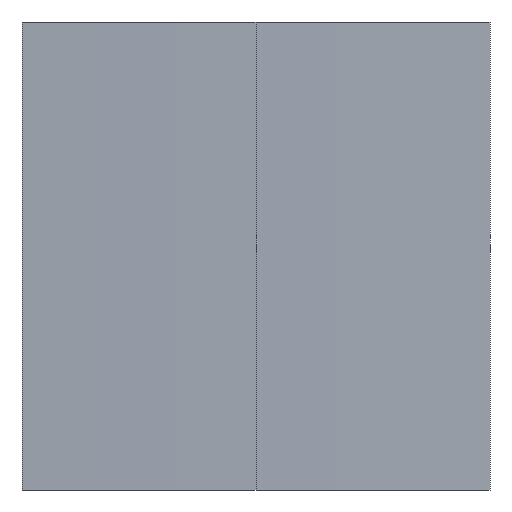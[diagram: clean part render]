
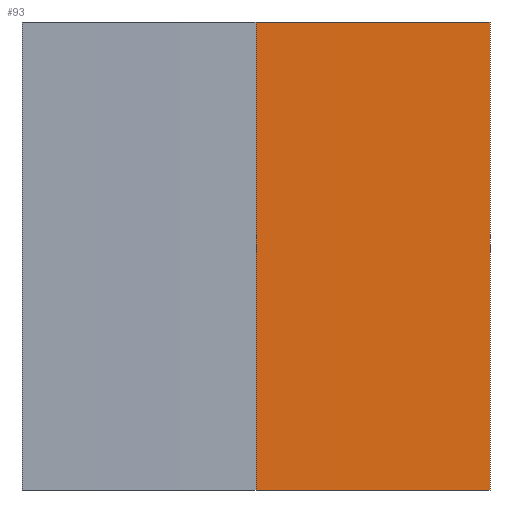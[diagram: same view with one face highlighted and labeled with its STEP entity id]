
A CAD part, left-side view. The second image highlights one B-rep face of the part: STEP entity #93.
In plain terms, the highlighted cylindrical face has radius 155.1 mm (diameter 310.2 mm), a partial arc.
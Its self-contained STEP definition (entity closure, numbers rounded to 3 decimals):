
#12 = LINE ( 'NONE', #114, #46 ) ;
#14 = CYLINDRICAL_SURFACE ( 'NONE', #121, 155.1 ) ;
#16 = DIRECTION ( 'NONE',  ( 0., 0., -1. ) ) ;
#34 = AXIS2_PLACEMENT_3D ( 'NONE', #100, #239, #221 ) ;
#35 = ORIENTED_EDGE ( 'NONE', *, *, #55, .F. ) ;
#38 = CARTESIAN_POINT ( 'NONE',  ( 0., 0., 10. ) ) ;
#46 = VECTOR ( 'NONE', #16, 1000. ) ;
#53 = VECTOR ( 'NONE', #70, 1000. ) ;
#55 = EDGE_CURVE ( 'NONE', #133, #67, #99, .T. ) ;
#59 = CARTESIAN_POINT ( 'NONE',  ( -155.019, -5., 0. ) ) ;
#67 = VERTEX_POINT ( 'NONE', #98 ) ;
#70 = DIRECTION ( 'NONE',  ( 0., 0., -1. ) ) ;
#71 = DIRECTION ( 'NONE',  ( 0., 0., -1. ) ) ;
#74 = CARTESIAN_POINT ( 'NONE',  ( -155.019, -5., 10. ) ) ;
#86 = EDGE_CURVE ( 'NONE', #67, #107, #202, .T. ) ;
#92 = EDGE_LOOP ( 'NONE', ( #35, #175, #256, #169 ) ) ;
#93 = ADVANCED_FACE ( 'NONE', ( #113 ), #14, .T. ) ;
#98 = CARTESIAN_POINT ( 'NONE',  ( -155.019, -5., 10. ) ) ;
#99 = CIRCLE ( 'NONE', #206, 155.1 ) ;
#100 = CARTESIAN_POINT ( 'NONE',  ( 0., 0., 0. ) ) ;
#107 = VERTEX_POINT ( 'NONE', #59 ) ;
#113 = FACE_OUTER_BOUND ( 'NONE', #92, .T. ) ;
#114 = CARTESIAN_POINT ( 'NONE',  ( -155.1, 0., 10. ) ) ;
#116 = CARTESIAN_POINT ( 'NONE',  ( -155.1, 0., 10. ) ) ;
#119 = DIRECTION ( 'NONE',  ( -1., 0., 0. ) ) ;
#121 = AXIS2_PLACEMENT_3D ( 'NONE', #241, #71, #119 ) ;
#133 = VERTEX_POINT ( 'NONE', #116 ) ;
#139 = EDGE_CURVE ( 'NONE', #217, #107, #155, .T. ) ;
#141 = DIRECTION ( 'NONE',  ( 0., 0., 1. ) ) ;
#155 = CIRCLE ( 'NONE', #34, 155.1 ) ;
#169 = ORIENTED_EDGE ( 'NONE', *, *, #86, .F. ) ;
#175 = ORIENTED_EDGE ( 'NONE', *, *, #186, .T. ) ;
#181 = DIRECTION ( 'NONE',  ( 1., 0., 0. ) ) ;
#186 = EDGE_CURVE ( 'NONE', #133, #217, #12, .T. ) ;
#202 = LINE ( 'NONE', #74, #53 ) ;
#206 = AXIS2_PLACEMENT_3D ( 'NONE', #38, #141, #181 ) ;
#217 = VERTEX_POINT ( 'NONE', #229 ) ;
#221 = DIRECTION ( 'NONE',  ( 1., 0., 0. ) ) ;
#229 = CARTESIAN_POINT ( 'NONE',  ( -155.1, 0., 0. ) ) ;
#239 = DIRECTION ( 'NONE',  ( 0., 0., 1. ) ) ;
#241 = CARTESIAN_POINT ( 'NONE',  ( 0., 0., 10. ) ) ;
#256 = ORIENTED_EDGE ( 'NONE', *, *, #139, .T. ) ;
